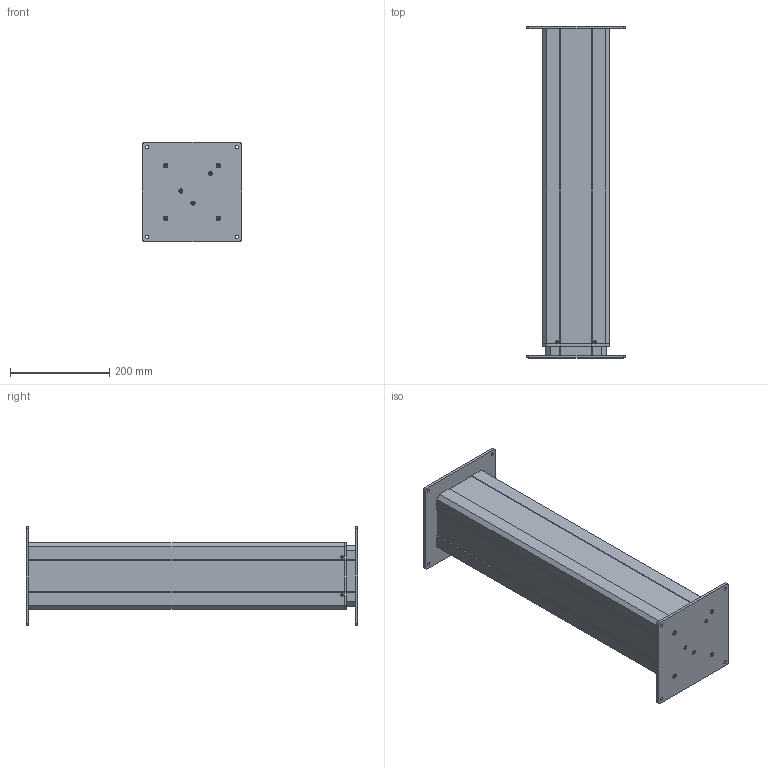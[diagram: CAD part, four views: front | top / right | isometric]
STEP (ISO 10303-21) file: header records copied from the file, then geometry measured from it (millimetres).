
FILE_DESCRIPTION (( 'STEP AP203' ), '1' );
FILE_NAME ('湮臏馱趼500俴最.STEP', '2025-05-03T00:33:23', ( 'Microsoft' ), ( 'MS' ), 'SwSTEP 2.0', 'SolidWorks 2018', '' );
FILE_SCHEMA (( 'CONFIG_CONTROL_DESIGN' ));
Length unit declared in the file: millimetre
Products named in the file (7): 苤臏; 奻沺啣; 蹟佪; 湮臏謗誹-嘀; 湮臏馱趼500俴最; 狟沺啣; 笢臏
Assembly tree (17 placements, depth 2):
  湮臏馱趼500俴最
    奻沺啣
    狟沺啣
    笢臏
    苤臏
    蹟佪  x12
    湮臏謗誹-嘀
Bounding box: 200 x 670 x 200 mm (x, y, z)
Volume: 2111141.4 mm3; surface area: 1437776.6 mm2
Topology: 17 solids, 17 shells, 614 faces, 1642 edges, 1077 vertices
Faces by surface type: plane 290, cylinder 200, cone 72, bspline 48, sphere 2, torus 2
Entity records: 11339 total; most frequent: CARTESIAN_POINT 1810, DIRECTION 1786, ORIENTED_EDGE 1736, EDGE_CURVE 868, VECTOR 600, LINE 600, AXIS2_PLACEMENT_3D 593, VERTEX_POINT 569
